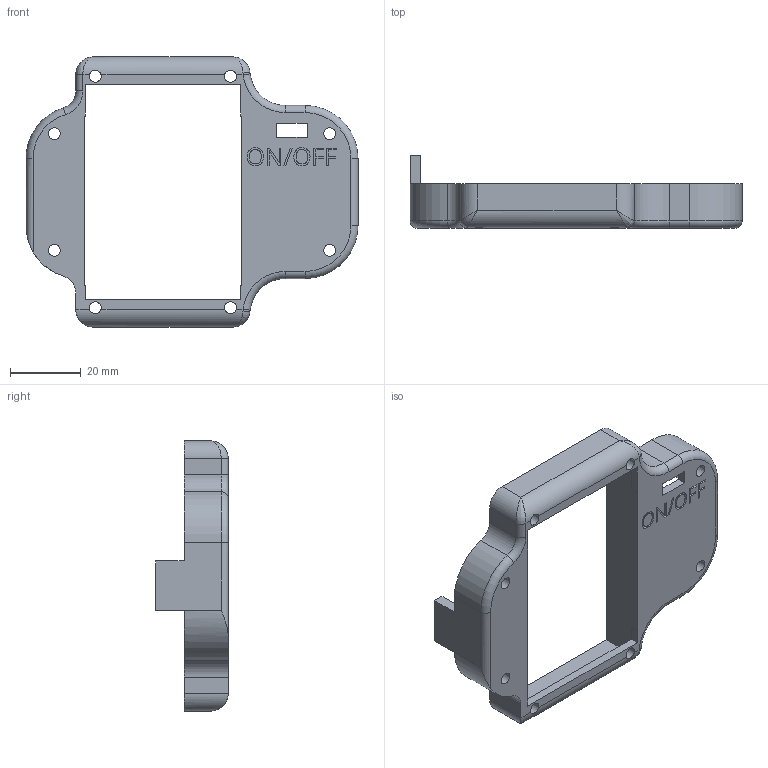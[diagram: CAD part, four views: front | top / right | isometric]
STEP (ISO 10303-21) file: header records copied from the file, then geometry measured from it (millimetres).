
FILE_DESCRIPTION(/* description */ ('STEP AP242','CAx-IF Rec.Pracs.---Representation and Presentation of Product Manufacturing Information (PMI)---4.0---2014-10-13','CAx-IF Rec.Pracs.---3D Tessellated Geometry---0.4---2014-09-14','2;1'),/* implementation_level */ '2;1');
FILE_NAME(/* name */ '67b0bfebafc06c170b5bb654',/* time_stamp */ '2025-02-15T16:25:15Z',/* author */ (''),/* organization */ (''),/* preprocessor_version */ 'ST-DEVELOPER v20',/* originating_system */ 'ONSHAPE BY PTC INC, 1.193',/* authorisation */ ' ');
FILE_SCHEMA (('AP242_MANAGED_MODEL_BASED_3D_ENGINEERING_MIM_LF { 1 0 10303 442 1 1 4 }'));
Length unit declared in the file: metre
Products named in the file (1): Part 2
Bounding box: 94 x 20.5 x 76.5 mm (x, y, z)
Volume: 20739.6 mm3; surface area: 15485.5 mm2
Topology: 1 solids, 1 shells, 170 faces, 467 edges, 303 vertices
Faces by surface type: plane 91, bspline 37, cylinder 36, torus 6
Full cylindrical faces by diameter (mm): 3.4 x8
Entity records: 5516 total; most frequent: CARTESIAN_POINT 1396, ORIENTED_EDGE 904, DIRECTION 729, EDGE_CURVE 452, VERTEX_POINT 299, LINE 297, VECTOR 297, AXIS2_PLACEMENT_3D 216
